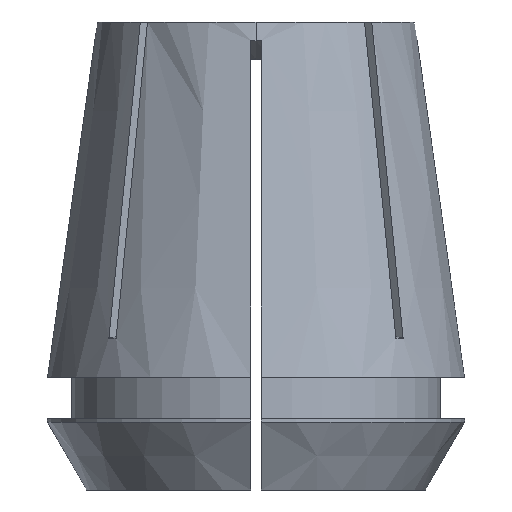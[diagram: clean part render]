
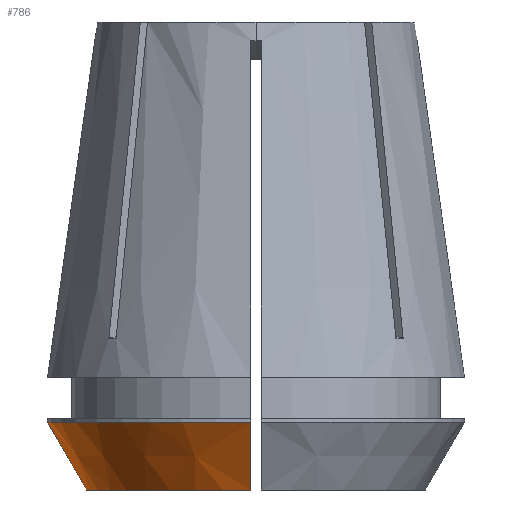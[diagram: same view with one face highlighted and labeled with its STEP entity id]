
A CAD part, left-side view. The second image highlights one B-rep face of the part: STEP entity #786.
In plain terms, the highlighted conical face has half-angle 30 degrees and reference radius 16.659 mm.
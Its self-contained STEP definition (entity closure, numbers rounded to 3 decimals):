
#8 = ORIENTED_EDGE ( 'NONE', *, *, #774, .F. ) ;
#17 = DIRECTION ( 'NONE',  ( 1., 0., 0. ) ) ;
#187 = CARTESIAN_POINT ( 'NONE',  ( -17.932, 0.5, -43.782 ) ) ;
#192 = CARTESIAN_POINT ( 'NONE',  ( -16.651, 0.5, -46. ) ) ;
#197 = CARTESIAN_POINT ( 'NONE',  ( -20.494, 0.5, -39.346 ) ) ;
#315 = CIRCLE ( 'NONE', #1859, 16.659 ) ;
#341 = DIRECTION ( 'NONE',  ( 1., 0., 0. ) ) ;
#418 = CARTESIAN_POINT ( 'NONE',  ( -20.494, 0.5, -39.346 ) ) ;
#439 = B_SPLINE_CURVE_WITH_KNOTS ( 'NONE', 3,
 ( #197, #949, #187, #192 ),
 .UNSPECIFIED., .F., .F.,
 ( 4, 4 ),
 ( 0.02, 0.028 ),
 .UNSPECIFIED. ) ;
#539 = CARTESIAN_POINT ( 'NONE',  ( -0.5, 18.259, -43.217 ) ) ;
#688 = CARTESIAN_POINT ( 'NONE',  ( -0.5, 17.723, -44.144 ) ) ;
#770 = CARTESIAN_POINT ( 'NONE',  ( -0.5, 20.494, -39.346 ) ) ;
#774 = EDGE_CURVE ( 'NONE', #1425, #1573, #1003, .T. ) ;
#786 = ADVANCED_FACE ( 'NONE', ( #1935 ), #1709, .T. ) ;
#812 = DIRECTION ( 'NONE',  ( 0., 0., 1. ) ) ;
#837 = CARTESIAN_POINT ( 'NONE',  ( 0., 0., -46. ) ) ;
#842 = EDGE_CURVE ( 'NONE', #1573, #1992, #439, .T. ) ;
#949 = CARTESIAN_POINT ( 'NONE',  ( -19.213, 0.5, -41.564 ) ) ;
#1003 = CIRCLE ( 'NONE', #2025, 20.5 ) ;
#1025 = CARTESIAN_POINT ( 'NONE',  ( 0., 0., -39.346 ) ) ;
#1028 = ORIENTED_EDGE ( 'NONE', *, *, #842, .F. ) ;
#1035 = DIRECTION ( 'NONE',  ( 0., 0., 1. ) ) ;
#1039 = VERTEX_POINT ( 'NONE', #2021 ) ;
#1042 = B_SPLINE_CURVE_WITH_KNOTS ( 'NONE', 3,
 ( #1818, #1237, #688, #539, #1789, #1917, #770 ),
 .UNSPECIFIED., .F., .F.,
 ( 4, 3, 4 ),
 ( 0.021, 0.024, 0.029 ),
 .UNSPECIFIED. ) ;
#1047 = EDGE_CURVE ( 'NONE', #1039, #1425, #1042, .T. ) ;
#1237 = CARTESIAN_POINT ( 'NONE',  ( -0.5, 17.187, -45.072 ) ) ;
#1256 = DIRECTION ( 'NONE',  ( 1., 0., 0. ) ) ;
#1327 = EDGE_CURVE ( 'NONE', #1039, #1992, #315, .T. ) ;
#1413 = ORIENTED_EDGE ( 'NONE', *, *, #1327, .T. ) ;
#1425 = VERTEX_POINT ( 'NONE', #1520 ) ;
#1520 = CARTESIAN_POINT ( 'NONE',  ( -0.5, 20.494, -39.346 ) ) ;
#1573 = VERTEX_POINT ( 'NONE', #418 ) ;
#1709 = CONICAL_SURFACE ( 'NONE', #1855, 16.659, 0.524 ) ;
#1775 = CARTESIAN_POINT ( 'NONE',  ( -16.651, 0.5, -46. ) ) ;
#1789 = CARTESIAN_POINT ( 'NONE',  ( -0.5, 19.004, -41.926 ) ) ;
#1818 = CARTESIAN_POINT ( 'NONE',  ( -0.5, 16.651, -46. ) ) ;
#1855 = AXIS2_PLACEMENT_3D ( 'NONE', #837, #812, #341 ) ;
#1859 = AXIS2_PLACEMENT_3D ( 'NONE', #2040, #2013, #17 ) ;
#1904 = ORIENTED_EDGE ( 'NONE', *, *, #1047, .F. ) ;
#1917 = CARTESIAN_POINT ( 'NONE',  ( -0.5, 19.749, -40.636 ) ) ;
#1935 = FACE_OUTER_BOUND ( 'NONE', #1960, .T. ) ;
#1960 = EDGE_LOOP ( 'NONE', ( #1028, #8, #1904, #1413 ) ) ;
#1992 = VERTEX_POINT ( 'NONE', #1775 ) ;
#2013 = DIRECTION ( 'NONE',  ( 0., 0., 1. ) ) ;
#2021 = CARTESIAN_POINT ( 'NONE',  ( -0.5, 16.651, -46. ) ) ;
#2025 = AXIS2_PLACEMENT_3D ( 'NONE', #1025, #1035, #1256 ) ;
#2040 = CARTESIAN_POINT ( 'NONE',  ( 0., 0., -46. ) ) ;
